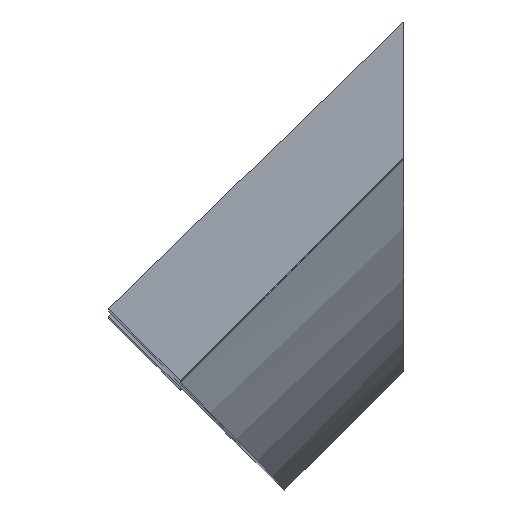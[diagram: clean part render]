
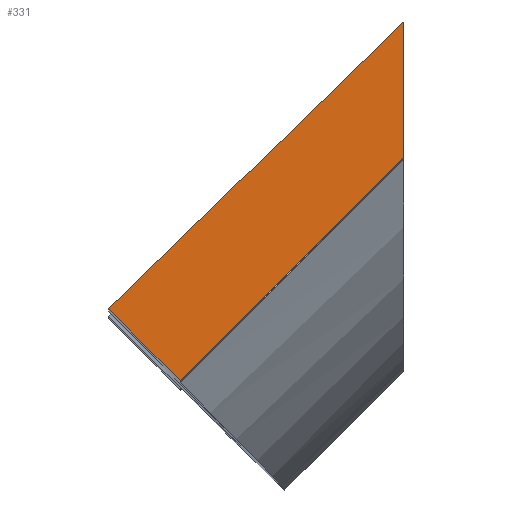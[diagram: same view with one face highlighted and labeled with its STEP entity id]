
A CAD part, top view. The second image highlights one B-rep face of the part: STEP entity #331.
In plain terms, the highlighted planar face has unit normal (0, 0.008, 1).
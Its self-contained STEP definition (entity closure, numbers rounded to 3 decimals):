
#35=PLANE('',#380);
#52=FACE_OUTER_BOUND('',#74,.T.);
#74=EDGE_LOOP('',(#290,#291,#292,#293));
#94=LINE('',#530,#122);
#100=LINE('',#550,#128);
#106=LINE('',#564,#134);
#112=LINE('',#580,#140);
#122=VECTOR('',#429,10.);
#128=VECTOR('',#447,10.);
#134=VECTOR('',#459,10.);
#140=VECTOR('',#479,10.);
#160=VERTEX_POINT('',#528);
#161=VERTEX_POINT('',#529);
#168=VERTEX_POINT('',#548);
#169=VERTEX_POINT('',#549);
#193=EDGE_CURVE('',#160,#161,#94,.T.);
#203=EDGE_CURVE('',#168,#169,#100,.T.);
#211=EDGE_CURVE('',#169,#160,#106,.T.);
#219=EDGE_CURVE('',#161,#168,#112,.T.);
#290=ORIENTED_EDGE('',*,*,#219,.F.);
#291=ORIENTED_EDGE('',*,*,#193,.F.);
#292=ORIENTED_EDGE('',*,*,#211,.F.);
#293=ORIENTED_EDGE('',*,*,#203,.F.);
#331=ADVANCED_FACE('',(#52),#35,.T.);
#380=AXIS2_PLACEMENT_3D('',#579,#477,#478);
#429=DIRECTION('',(0.717,0.697,-0.006));
#447=DIRECTION('',(-0.707,-0.707,0.006));
#459=DIRECTION('',(-0.707,0.707,-0.006));
#477=DIRECTION('center_axis',(0.,0.008,1.));
#478=DIRECTION('ref_axis',(-1.,0.,0.));
#479=DIRECTION('',(0.,-1.,0.008));
#528=CARTESIAN_POINT('',(13.421,-70.455,64.324));
#529=CARTESIAN_POINT('',(22.149,-61.97,64.256));
#530=CARTESIAN_POINT('',(29.049,-55.262,64.202));
#548=CARTESIAN_POINT('',(22.149,-65.97,64.288));
#549=CARTESIAN_POINT('',(15.542,-72.577,64.341));
#550=CARTESIAN_POINT('',(18.636,-69.483,64.317));
#564=CARTESIAN_POINT('',(12.405,-69.44,64.316));
#579=CARTESIAN_POINT('Origin',(65.972,-61.97,64.256));
#580=CARTESIAN_POINT('',(22.149,-65.452,64.284));
